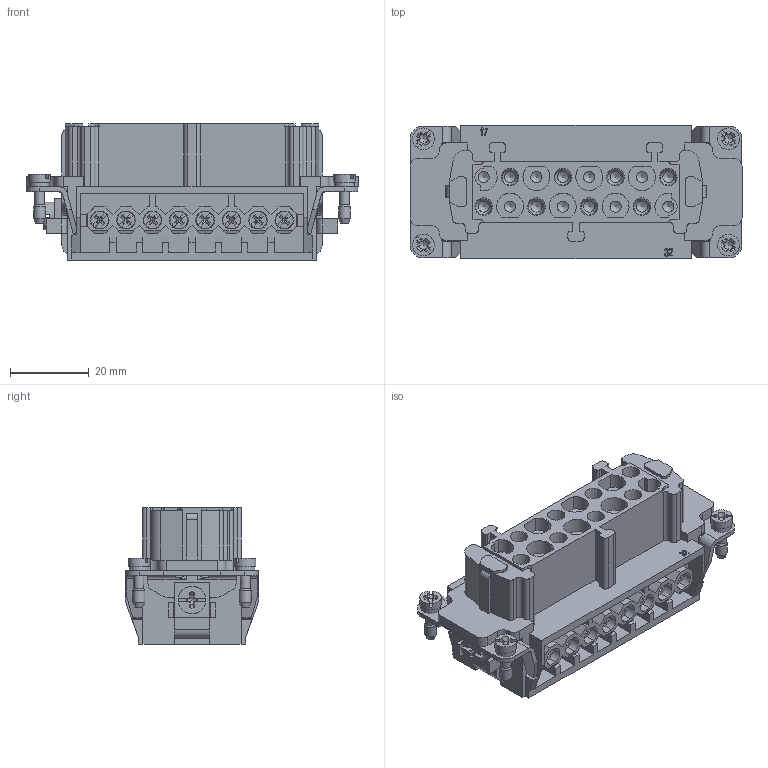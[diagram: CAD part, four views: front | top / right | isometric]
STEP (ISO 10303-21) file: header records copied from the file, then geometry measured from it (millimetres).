
FILE_DESCRIPTION(/* description */ (''),/* implementation_level */ '2;1');
FILE_NAME(/* name */ '100095478ugm000_d.stp',/* time_stamp */ '2018-11-26T15:33:52+01:00',/* author */ (''),/* organization */ (''),/* preprocessor_version */ 'ST-DEVELOPER v16.7',/* originating_system */ 'SIEMENS PLM Software NX 12.0',/* authorisation */ '');
FILE_SCHEMA (('AUTOMOTIVE_DESIGN { 1 0 10303 214 3 1 1 1 }'));
Products named in the file (1): 100095478ugm000_d
Bounding box: 84.35 x 33.9 x 34.6 mm (x, y, z)
Surface area: 26527.8 mm2 (no closed solid volume)
Topology: 0 solids, 1 shells, 2587 faces, 7561 edges, 5139 vertices
Faces by surface type: plane 1440, bspline 432, cylinder 370, cone 209, extrusion 116, torus 20
Full cylindrical faces by diameter (mm): 0.335 x1, 0.492 x1, 2.438 x2, 2.5 x6, 2.85 x16, 3 x4, 3.05 x16, 3.2 x25, 4 x16, 5 x4, 5.5 x4, 7 x1
Entity records: 121927 total; most frequent: CARTESIAN_POINT 41529, ORIENTED_EDGE 14032, DIRECTION 10683, EDGE_CURVE 7016, VERTEX_POINT 4711, VECTOR 4043, LINE 3927, AXIS2_PLACEMENT_3D 3320
